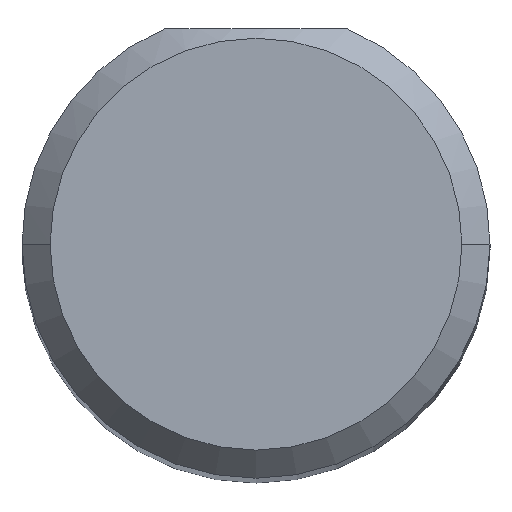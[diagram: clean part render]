
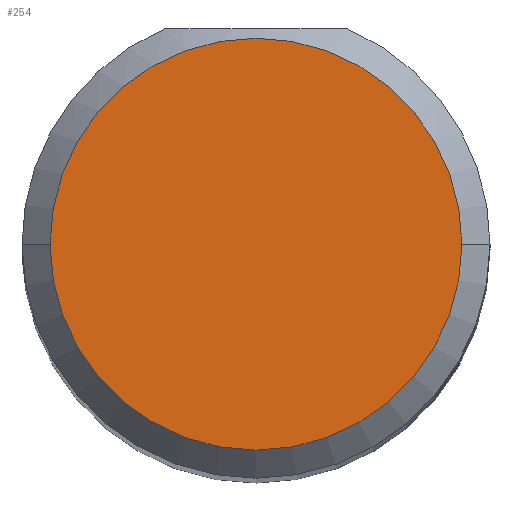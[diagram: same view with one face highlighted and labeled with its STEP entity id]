
A CAD part, top view. The second image highlights one B-rep face of the part: STEP entity #254.
In plain terms, the highlighted planar face has unit normal (0, 0, 1).
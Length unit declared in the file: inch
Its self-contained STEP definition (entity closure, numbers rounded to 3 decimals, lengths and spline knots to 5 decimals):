
#3 = DIRECTION ( 'NONE',  ( 0., 0., -1. ) ) ;
#25 = AXIS2_PLACEMENT_3D ( 'NONE', #275, #3, #484 ) ;
#72 = ORIENTED_EDGE ( 'NONE', *, *, #313, .F. ) ;
#98 = CARTESIAN_POINT ( 'NONE',  ( 0.5, 0., 2.5 ) ) ;
#108 = DIRECTION ( 'NONE',  ( 0., 0., 1. ) ) ;
#146 = CARTESIAN_POINT ( 'NONE',  ( 0.5, 0., 2.5 ) ) ;
#176 = AXIS2_PLACEMENT_3D ( 'NONE', #146, #108, #442 ) ;
#243 = CARTESIAN_POINT ( 'NONE',  ( 0.61, 0., 2.5 ) ) ;
#254 = ADVANCED_FACE ( 'NONE', ( #498 ), #356, .T. ) ;
#269 = CIRCLE ( 'NONE', #25, 0.11 ) ;
#275 = CARTESIAN_POINT ( 'NONE',  ( 0.5, 0., 2.5 ) ) ;
#276 = EDGE_LOOP ( 'NONE', ( #72, #556 ) ) ;
#313 = EDGE_CURVE ( 'NONE', #411, #476, #269, .T. ) ;
#327 = DIRECTION ( 'NONE',  ( -1., 0., 0. ) ) ;
#333 = EDGE_CURVE ( 'NONE', #476, #411, #518, .T. ) ;
#356 = PLANE ( 'NONE',  #176 ) ;
#411 = VERTEX_POINT ( 'NONE', #243 ) ;
#442 = DIRECTION ( 'NONE',  ( -1., 0., 0. ) ) ;
#448 = DIRECTION ( 'NONE',  ( 0., 0., -1. ) ) ;
#451 = CARTESIAN_POINT ( 'NONE',  ( 0.39, 0., 2.5 ) ) ;
#476 = VERTEX_POINT ( 'NONE', #451 ) ;
#484 = DIRECTION ( 'NONE',  ( -1., 0., 0. ) ) ;
#498 = FACE_OUTER_BOUND ( 'NONE', #276, .T. ) ;
#518 = CIRCLE ( 'NONE', #566, 0.11 ) ;
#556 = ORIENTED_EDGE ( 'NONE', *, *, #333, .F. ) ;
#566 = AXIS2_PLACEMENT_3D ( 'NONE', #98, #448, #327 ) ;
